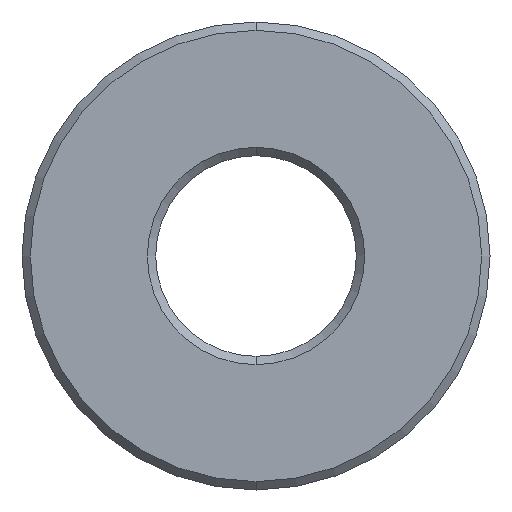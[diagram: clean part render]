
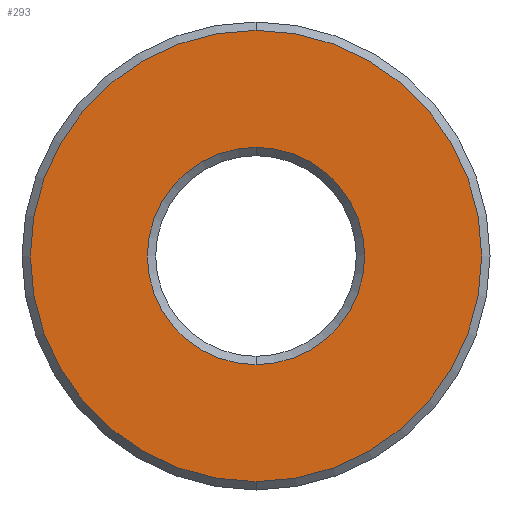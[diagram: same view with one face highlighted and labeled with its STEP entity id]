
A CAD part, front view. The second image highlights one B-rep face of the part: STEP entity #293.
In plain terms, the highlighted planar face has unit normal (0, -1, 0).
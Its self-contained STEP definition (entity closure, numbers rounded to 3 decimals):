
#291 = ORIENTED_EDGE ( 'NONE', *, *, #307, .F. ) ;
#292 = ORIENTED_EDGE ( 'NONE', *, *, #302, .F. ) ;
#293 = ADVANCED_FACE ( 'NONE', ( #841, #840 ), #845, .T. ) ;
#294 = EDGE_LOOP ( 'NONE', ( #295, #296 ) ) ;
#295 = ORIENTED_EDGE ( 'NONE', *, *, #298, .T. ) ;
#296 = ORIENTED_EDGE ( 'NONE', *, *, #354, .T. ) ;
#297 = EDGE_LOOP ( 'NONE', ( #292, #291 ) ) ;
#298 = EDGE_CURVE ( 'NONE', #356, #355, #834, .T. ) ;
#302 = EDGE_CURVE ( 'NONE', #308, #329, #830, .T. ) ;
#307 = EDGE_CURVE ( 'NONE', #329, #308, #825, .T. ) ;
#308 = VERTEX_POINT ( 'NONE', #820 ) ;
#329 = VERTEX_POINT ( 'NONE', #616 ) ;
#354 = EDGE_CURVE ( 'NONE', #355, #356, #946, .T. ) ;
#355 = VERTEX_POINT ( 'NONE', #899 ) ;
#356 = VERTEX_POINT ( 'NONE', #898 ) ;
#616 = CARTESIAN_POINT ( 'NONE',  ( 0., 0., 3.25 ) ) ;
#820 = CARTESIAN_POINT ( 'NONE',  ( 0., 0., -3.25 ) ) ;
#821 = DIRECTION ( 'NONE',  ( 0., 0., -1. ) ) ;
#822 = DIRECTION ( 'NONE',  ( 0., -1., 0. ) ) ;
#823 = CARTESIAN_POINT ( 'NONE',  ( 0., 0., 0. ) ) ;
#824 = AXIS2_PLACEMENT_3D ( 'NONE', #823, #822, #821 ) ;
#825 = CIRCLE ( 'NONE', #824, 3.25 ) ;
#826 = DIRECTION ( 'NONE',  ( 0., 0., -1. ) ) ;
#827 = DIRECTION ( 'NONE',  ( 0., -1., 0. ) ) ;
#828 = CARTESIAN_POINT ( 'NONE',  ( 0., 0., 0. ) ) ;
#829 = AXIS2_PLACEMENT_3D ( 'NONE', #828, #827, #826 ) ;
#830 = CIRCLE ( 'NONE', #829, 3.25 ) ;
#831 = DIRECTION ( 'NONE',  ( 0., 0., -1. ) ) ;
#832 = DIRECTION ( 'NONE',  ( 0., -1., 0. ) ) ;
#833 = AXIS2_PLACEMENT_3D ( 'NONE', #837, #832, #831 ) ;
#834 = CIRCLE ( 'NONE', #833, 6.75 ) ;
#835 = DIRECTION ( 'NONE',  ( 0., 0., -1. ) ) ;
#836 = DIRECTION ( 'NONE',  ( 0., -1., 0. ) ) ;
#837 = CARTESIAN_POINT ( 'NONE',  ( 0., 0., 0. ) ) ;
#838 = CARTESIAN_POINT ( 'NONE',  ( 3.25, 0., 0. ) ) ;
#839 = AXIS2_PLACEMENT_3D ( 'NONE', #838, #836, #835 ) ;
#840 = FACE_BOUND ( 'NONE', #297, .T. ) ;
#841 = FACE_OUTER_BOUND ( 'NONE', #294, .T. ) ;
#845 = PLANE ( 'NONE',  #839 ) ;
#898 = CARTESIAN_POINT ( 'NONE',  ( 0., 0., 6.75 ) ) ;
#899 = CARTESIAN_POINT ( 'NONE',  ( 0., 0., -6.75 ) ) ;
#900 = DIRECTION ( 'NONE',  ( 0., 0., -1. ) ) ;
#901 = DIRECTION ( 'NONE',  ( 0., -1., 0. ) ) ;
#902 = CARTESIAN_POINT ( 'NONE',  ( 0., 0., 0. ) ) ;
#903 = AXIS2_PLACEMENT_3D ( 'NONE', #902, #901, #900 ) ;
#946 = CIRCLE ( 'NONE', #903, 6.75 ) ;
